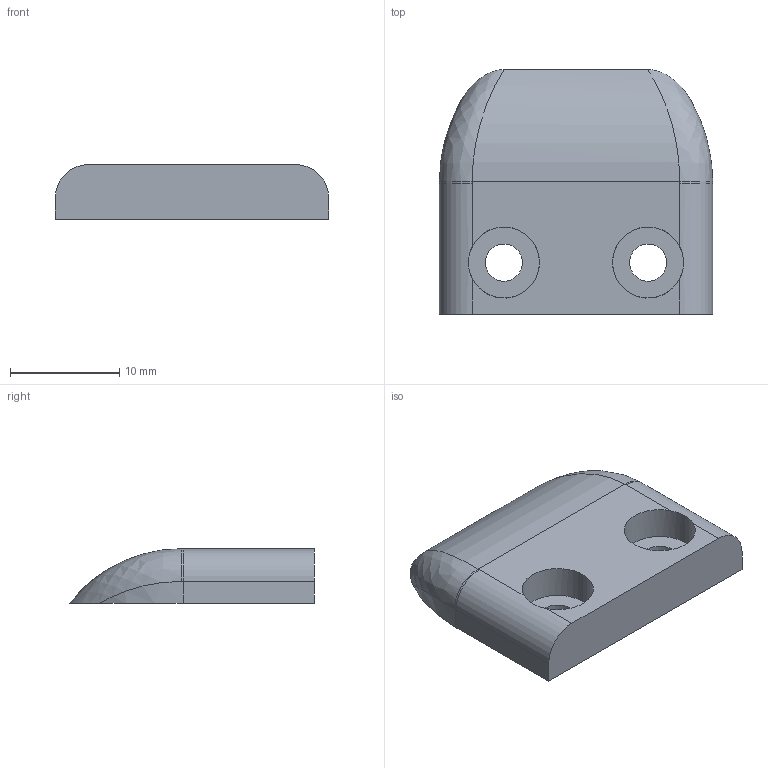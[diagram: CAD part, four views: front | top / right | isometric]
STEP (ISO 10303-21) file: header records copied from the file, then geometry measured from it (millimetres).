
FILE_DESCRIPTION (( 'STEP AP203' ), '1' );
FILE_NAME ('belt clamp-1 (Default).STEP', '2021-11-19T20:52:19', ( '' ), ( '' ), 'SwSTEP 2.0', 'SolidWorks 2020', '' );
FILE_SCHEMA (( 'CONFIG_CONTROL_DESIGN' ));
Length unit declared in the file: millimetre
Products named in the file (1): belt clamp-1 (Default)
Bounding box: 25 x 22.39 x 5 mm (x, y, z)
Volume: 2041.2 mm3; surface area: 1488.7 mm2
Topology: 1 solids, 1 shells, 24 faces, 62 edges, 40 vertices
Faces by surface type: cylinder 13, plane 7, torus 2, bspline 2
Entity records: 985 total; most frequent: CARTESIAN_POINT 313, DIRECTION 126, ORIENTED_EDGE 124, EDGE_CURVE 62, AXIS2_PLACEMENT_3D 51, VERTEX_POINT 40, EDGE_LOOP 28, CIRCLE 28
